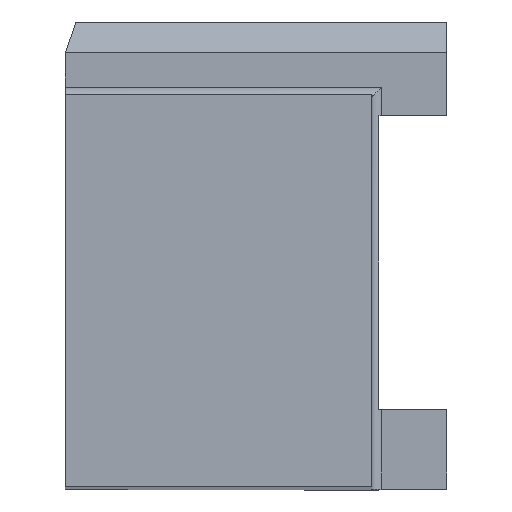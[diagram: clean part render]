
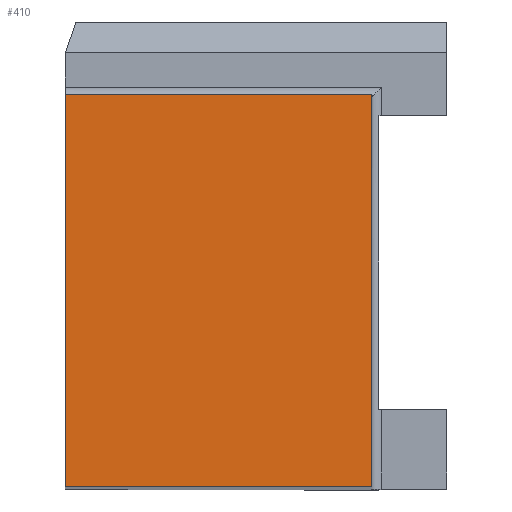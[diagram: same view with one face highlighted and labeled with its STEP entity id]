
A CAD part, top view. The second image highlights one B-rep face of the part: STEP entity #410.
In plain terms, the highlighted planar face has unit normal (0, 0, 1).
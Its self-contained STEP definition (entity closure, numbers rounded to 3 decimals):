
#78 = CARTESIAN_POINT ( 'NONE',  ( 24.9, 31.9, 0. ) ) ;
#104 = LINE ( 'NONE', #78, #106 ) ;
#105 = DIRECTION ( 'NONE',  ( -1., 0., 0. ) ) ;
#106 = VECTOR ( 'NONE', #105, 1000. ) ;
#184 = VECTOR ( 'NONE', #474, 1000. ) ;
#194 = LINE ( 'NONE', #492, #184 ) ;
#240 = VECTOR ( 'NONE', #620, 1000. ) ;
#262 = VECTOR ( 'NONE', #737, 1000. ) ;
#264 = LINE ( 'NONE', #622, #240 ) ;
#274 = CARTESIAN_POINT ( 'NONE',  ( 24.9, 0., 0. ) ) ;
#276 = LINE ( 'NONE', #487, #262 ) ;
#287 = CARTESIAN_POINT ( 'NONE',  ( 24.9, 31.9, 0. ) ) ;
#317 = FACE_OUTER_BOUND ( 'NONE', #531, .T. ) ;
#410 = ADVANCED_FACE ( 'NONE', ( #317 ), #824, .T. ) ;
#415 = CARTESIAN_POINT ( 'NONE',  ( 0., 31.9, 0. ) ) ;
#417 = CARTESIAN_POINT ( 'NONE',  ( 0., 0., 0. ) ) ;
#474 = DIRECTION ( 'NONE',  ( 0., -1., 0. ) ) ;
#487 = CARTESIAN_POINT ( 'NONE',  ( 0., 0., 0. ) ) ;
#492 = CARTESIAN_POINT ( 'NONE',  ( 0., 31.9, 0. ) ) ;
#531 = EDGE_LOOP ( 'NONE', ( #945, #857, #716, #838 ) ) ;
#536 = EDGE_CURVE ( 'NONE', #766, #862, #276, .T. ) ;
#597 = EDGE_CURVE ( 'NONE', #862, #860, #264, .T. ) ;
#620 = DIRECTION ( 'NONE',  ( 0., 1., 0. ) ) ;
#622 = CARTESIAN_POINT ( 'NONE',  ( 24.9, 0., 0. ) ) ;
#659 = CARTESIAN_POINT ( 'NONE',  ( 0., 0., 0. ) ) ;
#675 = AXIS2_PLACEMENT_3D ( 'NONE', #659, #809, #808 ) ;
#716 = ORIENTED_EDGE ( 'NONE', *, *, #597, .T. ) ;
#724 = EDGE_CURVE ( 'NONE', #784, #766, #194, .T. ) ;
#737 = DIRECTION ( 'NONE',  ( 1., 0., 0. ) ) ;
#766 = VERTEX_POINT ( 'NONE', #417 ) ;
#784 = VERTEX_POINT ( 'NONE', #415 ) ;
#808 = DIRECTION ( 'NONE',  ( 1., 0., 0. ) ) ;
#809 = DIRECTION ( 'NONE',  ( 0., 0., 1. ) ) ;
#824 = PLANE ( 'NONE',  #675 ) ;
#838 = ORIENTED_EDGE ( 'NONE', *, *, #962, .T. ) ;
#857 = ORIENTED_EDGE ( 'NONE', *, *, #536, .T. ) ;
#860 = VERTEX_POINT ( 'NONE', #287 ) ;
#862 = VERTEX_POINT ( 'NONE', #274 ) ;
#945 = ORIENTED_EDGE ( 'NONE', *, *, #724, .T. ) ;
#962 = EDGE_CURVE ( 'NONE', #860, #784, #104, .T. ) ;
